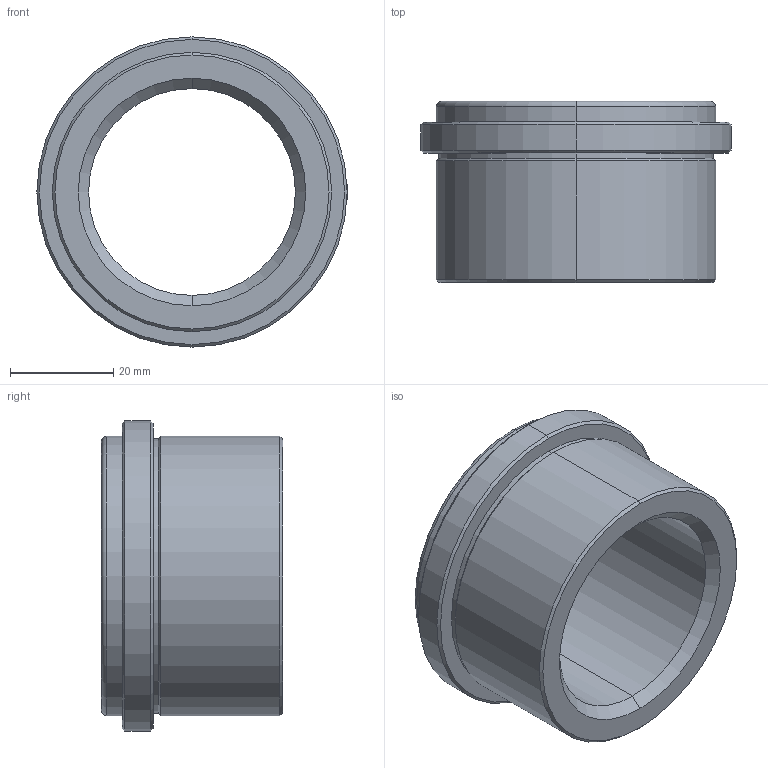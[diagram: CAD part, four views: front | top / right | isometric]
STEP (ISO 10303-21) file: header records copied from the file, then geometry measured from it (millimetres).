
FILE_DESCRIPTION (( 'STEP AP214' ), '1' );
FILE_NAME ('687QM-D32-L35.STEP', '2021-10-27T09:30:36', ( '' ), ( '' ), 'SwSTEP 2.0', 'SolidWorks 2016', '' );
FILE_SCHEMA (( 'AUTOMOTIVE_DESIGN' ));
Length unit declared in the file: millimetre
Products named in the file (2): 687QM-D32-L35
Bounding box: 60 x 35 x 60 mm (x, y, z)
Volume: 38682.6 mm3; surface area: 13175.3 mm2
Topology: 1 solids, 1 shells, 44 faces, 98 edges, 60 vertices
Faces by surface type: cylinder 12, cone 10, plane 10, bspline 8, torus 4
Entity records: 2131 total; most frequent: CARTESIAN_POINT 1148, ORIENTED_EDGE 196, DIRECTION 186, EDGE_CURVE 98, AXIS2_PLACEMENT_3D 78, VERTEX_POINT 60, EDGE_LOOP 50, ADVANCED_FACE 44
